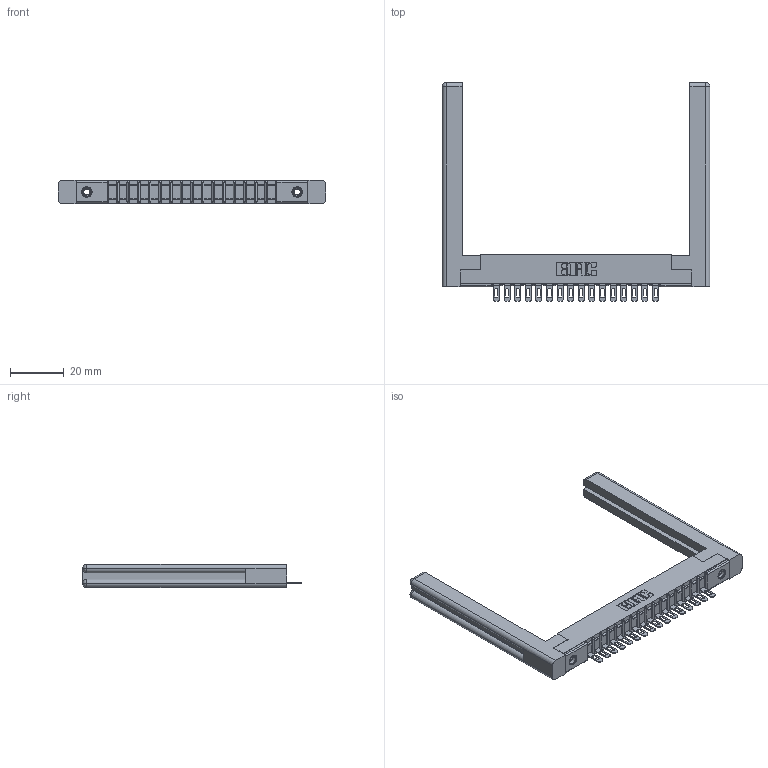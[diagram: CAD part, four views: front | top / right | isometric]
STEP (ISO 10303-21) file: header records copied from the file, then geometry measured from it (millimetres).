
FILE_DESCRIPTION (( 'STEP AP203' ), '1' );
FILE_NAME ('357-016-401-158.STEP', '2020-09-30T19:37:53', ( '' ), ( '' ), 'SwSTEP 2.0', 'SolidWorks 2020', '' );
FILE_SCHEMA (( 'CONFIG_CONTROL_DESIGN' ));
Length unit declared in the file: inch
Products named in the file (5): 307 Part_.156 Dia Mounting Holes; 307-290-002_501; 357-016-401-158; 307-220-058; 345-250-001_345-250-001-102
Assembly tree (21 placements, depth 2):
  357-016-401-158
    307 Part_.156 Dia Mounting Holes
    307-290-002_501  x16
    307-220-058  x2
    345-250-001_345-250-001-102  x2
Bounding box: 100.03 x 81.74 x 8.71 mm (x, y, z)
Volume: 14292.6 mm3; surface area: 16828.7 mm2
Topology: 21 solids, 21 shells, 1493 faces, 4485 edges, 2930 vertices
Faces by surface type: plane 858, cylinder 577, sphere 34, torus 12, cone 12
Entity records: 20349 total; most frequent: CARTESIAN_POINT 3435, ORIENTED_EDGE 3364, DIRECTION 3314, EDGE_CURVE 1682, VECTOR 1268, LINE 1268, VERTEX_POINT 1090, AXIS2_PLACEMENT_3D 1023
